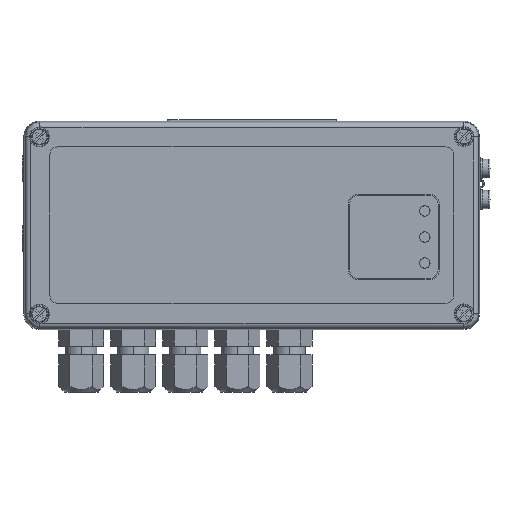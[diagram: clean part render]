
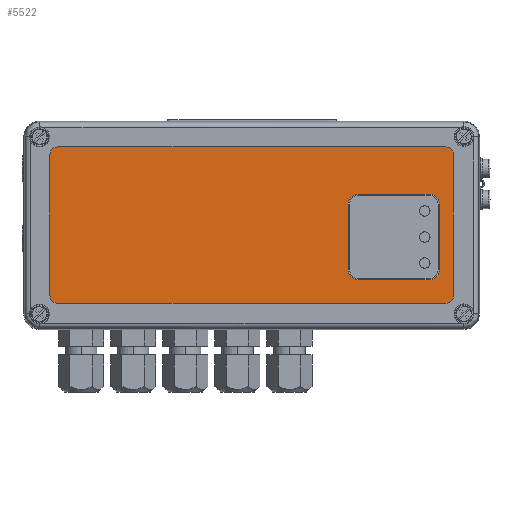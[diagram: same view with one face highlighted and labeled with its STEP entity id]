
A CAD part, top view. The second image highlights one B-rep face of the part: STEP entity #5522.
In plain terms, the highlighted planar face has unit normal (0, 0, 1).
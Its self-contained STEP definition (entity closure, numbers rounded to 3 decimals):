
#24 = ORIENTED_EDGE ( 'NONE', *, *, #15265, .F. ) ;
#56 = DIRECTION ( 'NONE',  ( -1., 0., 0. ) ) ;
#317 = LINE ( 'NONE', #11518, #13148 ) ;
#376 = VERTEX_POINT ( 'NONE', #13524 ) ;
#681 = EDGE_CURVE ( 'NONE', #15998, #8864, #6836, .T. ) ;
#807 = CARTESIAN_POINT ( 'NONE',  ( 41.1, 12., 57.5 ) ) ;
#1133 = FACE_OUTER_BOUND ( 'NONE', #7567, .T. ) ;
#1235 = ORIENTED_EDGE ( 'NONE', *, *, #14107, .F. ) ;
#1276 = CIRCLE ( 'NONE', #3368, 4. ) ;
#1308 = VERTEX_POINT ( 'NONE', #12461 ) ;
#1396 = AXIS2_PLACEMENT_3D ( 'NONE', #10660, #8402, #10557 ) ;
#1431 = PLANE ( 'NONE',  #13711 ) ;
#1433 = VERTEX_POINT ( 'NONE', #14549 ) ;
#1509 = CARTESIAN_POINT ( 'NONE',  ( -74.5, 27.1, 57.5 ) ) ;
#1538 = VERTEX_POINT ( 'NONE', #12848 ) ;
#1618 = VERTEX_POINT ( 'NONE', #3858 ) ;
#1729 = ORIENTED_EDGE ( 'NONE', *, *, #12864, .F. ) ;
#1730 = EDGE_CURVE ( 'NONE', #1433, #9119, #7735, .T. ) ;
#2062 = CARTESIAN_POINT ( 'NONE',  ( -77.5, -26.9, 57.5 ) ) ;
#2127 = VECTOR ( 'NONE', #10580, 1000. ) ;
#2314 = AXIS2_PLACEMENT_3D ( 'NONE', #10489, #3023, #11738 ) ;
#2748 = DIRECTION ( 'NONE',  ( 0., 1., 0. ) ) ;
#2787 = LINE ( 'NONE', #6170, #12345 ) ;
#2846 = ORIENTED_EDGE ( 'NONE', *, *, #9125, .T. ) ;
#2901 = ORIENTED_EDGE ( 'NONE', *, *, #7173, .T. ) ;
#3023 = DIRECTION ( 'NONE',  ( 0., 0., 1. ) ) ;
#3133 = CARTESIAN_POINT ( 'NONE',  ( 68.1, -17., 57.5 ) ) ;
#3205 = DIRECTION ( 'NONE',  ( 0., -1., 0. ) ) ;
#3254 = DIRECTION ( 'NONE',  ( 0., 1., 0. ) ) ;
#3368 = AXIS2_PLACEMENT_3D ( 'NONE', #5962, #14670, #7205 ) ;
#3422 = CARTESIAN_POINT ( 'NONE',  ( -74.5, 30.1, 57.5 ) ) ;
#3427 = EDGE_CURVE ( 'NONE', #9303, #1538, #5545, .T. ) ;
#3812 = VECTOR ( 'NONE', #12373, 1000. ) ;
#3858 = CARTESIAN_POINT ( 'NONE',  ( 68.1, -21., 57.5 ) ) ;
#3874 = CARTESIAN_POINT ( 'NONE',  ( 37.1, 8., 57.5 ) ) ;
#4276 = CARTESIAN_POINT ( 'NONE',  ( 74.5, 27.1, 57.5 ) ) ;
#4379 = DIRECTION ( 'NONE',  ( 0., 1., 0. ) ) ;
#4449 = CARTESIAN_POINT ( 'NONE',  ( -74.5, -26.9, 57.5 ) ) ;
#5031 = EDGE_CURVE ( 'NONE', #1538, #12669, #11858, .T. ) ;
#5090 = LINE ( 'NONE', #10715, #11695 ) ;
#5254 = VECTOR ( 'NONE', #56, 1000. ) ;
#5264 = CARTESIAN_POINT ( 'NONE',  ( 72.1, -17., 57.5 ) ) ;
#5487 = VERTEX_POINT ( 'NONE', #15911 ) ;
#5522 = ADVANCED_FACE ( 'NONE', ( #1133, #13964 ), #1431, .F. ) ;
#5545 = CIRCLE ( 'NONE', #11167, 3. ) ;
#5659 = CARTESIAN_POINT ( 'NONE',  ( 77.5, 27.1, 57.5 ) ) ;
#5962 = CARTESIAN_POINT ( 'NONE',  ( 41.1, -17., 57.5 ) ) ;
#6013 = CARTESIAN_POINT ( 'NONE',  ( 74.5, 27.1, 57.5 ) ) ;
#6166 = ORIENTED_EDGE ( 'NONE', *, *, #13162, .F. ) ;
#6170 = CARTESIAN_POINT ( 'NONE',  ( -74.5, -29.9, 57.5 ) ) ;
#6474 = DIRECTION ( 'NONE',  ( 1., 0., 0. ) ) ;
#6836 = CIRCLE ( 'NONE', #1396, 4. ) ;
#6859 = ORIENTED_EDGE ( 'NONE', *, *, #7373, .F. ) ;
#6952 = DIRECTION ( 'NONE',  ( 0., 0., 1. ) ) ;
#7096 = AXIS2_PLACEMENT_3D ( 'NONE', #14398, #6952, #8183 ) ;
#7173 = EDGE_CURVE ( 'NONE', #376, #14850, #2787, .T. ) ;
#7205 = DIRECTION ( 'NONE',  ( 0., 1., 0. ) ) ;
#7241 = ORIENTED_EDGE ( 'NONE', *, *, #3427, .T. ) ;
#7333 = AXIS2_PLACEMENT_3D ( 'NONE', #3133, #11829, #4379 ) ;
#7373 = EDGE_CURVE ( 'NONE', #5487, #7766, #8007, .T. ) ;
#7567 = EDGE_LOOP ( 'NONE', ( #7241, #13897, #14131, #11488, #2846, #2901, #14327, #7800 ) ) ;
#7700 = CARTESIAN_POINT ( 'NONE',  ( 41.1, -21., 57.5 ) ) ;
#7735 = LINE ( 'NONE', #12908, #3812 ) ;
#7766 = VERTEX_POINT ( 'NONE', #8398 ) ;
#7799 = DIRECTION ( 'NONE',  ( -1., 0., 0. ) ) ;
#7800 = ORIENTED_EDGE ( 'NONE', *, *, #14768, .T. ) ;
#7854 = EDGE_CURVE ( 'NONE', #13646, #5487, #9571, .T. ) ;
#8007 = LINE ( 'NONE', #3874, #14248 ) ;
#8103 = CIRCLE ( 'NONE', #2314, 3. ) ;
#8183 = DIRECTION ( 'NONE',  ( 0., 1., 0. ) ) ;
#8398 = CARTESIAN_POINT ( 'NONE',  ( 37.1, -17., 57.5 ) ) ;
#8402 = DIRECTION ( 'NONE',  ( 0., 0., 1. ) ) ;
#8673 = CARTESIAN_POINT ( 'NONE',  ( 41.1, -21., 57.5 ) ) ;
#8742 = LINE ( 'NONE', #9322, #2127 ) ;
#8745 = CARTESIAN_POINT ( 'NONE',  ( -74.5, 30.1, 57.5 ) ) ;
#8864 = VERTEX_POINT ( 'NONE', #13382 ) ;
#8999 = VERTEX_POINT ( 'NONE', #8673 ) ;
#9119 = VERTEX_POINT ( 'NONE', #2062 ) ;
#9125 = EDGE_CURVE ( 'NONE', #9119, #376, #15542, .T. ) ;
#9303 = VERTEX_POINT ( 'NONE', #5659 ) ;
#9322 = CARTESIAN_POINT ( 'NONE',  ( 72.1, 8., 57.5 ) ) ;
#9490 = DIRECTION ( 'NONE',  ( 1., 0., 0. ) ) ;
#9571 = CIRCLE ( 'NONE', #7096, 4. ) ;
#9589 = CIRCLE ( 'NONE', #10905, 3. ) ;
#9670 = ORIENTED_EDGE ( 'NONE', *, *, #12895, .F. ) ;
#10049 = ORIENTED_EDGE ( 'NONE', *, *, #7854, .F. ) ;
#10225 = DIRECTION ( 'NONE',  ( 0., 0., 1. ) ) ;
#10489 = CARTESIAN_POINT ( 'NONE',  ( 74.5, -26.9, 57.5 ) ) ;
#10557 = DIRECTION ( 'NONE',  ( 0., 1., 0. ) ) ;
#10580 = DIRECTION ( 'NONE',  ( 0., 1., 0. ) ) ;
#10659 = DIRECTION ( 'NONE',  ( 0., 0., 1. ) ) ;
#10660 = CARTESIAN_POINT ( 'NONE',  ( 68.1, 8., 57.5 ) ) ;
#10715 = CARTESIAN_POINT ( 'NONE',  ( 77.5, -26.9, 57.5 ) ) ;
#10905 = AXIS2_PLACEMENT_3D ( 'NONE', #1509, #10225, #2748 ) ;
#11167 = AXIS2_PLACEMENT_3D ( 'NONE', #4276, #13218, #14414 ) ;
#11488 = ORIENTED_EDGE ( 'NONE', *, *, #1730, .T. ) ;
#11518 = CARTESIAN_POINT ( 'NONE',  ( 41.1, 12., 57.5 ) ) ;
#11695 = VECTOR ( 'NONE', #3254, 1000. ) ;
#11738 = DIRECTION ( 'NONE',  ( 0., 1., 0. ) ) ;
#11825 = VERTEX_POINT ( 'NONE', #5264 ) ;
#11829 = DIRECTION ( 'NONE',  ( 0., 0., 1. ) ) ;
#11858 = LINE ( 'NONE', #8745, #5254 ) ;
#12097 = EDGE_LOOP ( 'NONE', ( #12680, #24, #1235, #1729, #6166, #6859, #10049, #9670 ) ) ;
#12345 = VECTOR ( 'NONE', #9490, 1000. ) ;
#12373 = DIRECTION ( 'NONE',  ( 0., -1., 0. ) ) ;
#12418 = EDGE_CURVE ( 'NONE', #14850, #1308, #8103, .T. ) ;
#12461 = CARTESIAN_POINT ( 'NONE',  ( 77.5, -26.9, 57.5 ) ) ;
#12669 = VERTEX_POINT ( 'NONE', #3422 ) ;
#12680 = ORIENTED_EDGE ( 'NONE', *, *, #681, .F. ) ;
#12848 = CARTESIAN_POINT ( 'NONE',  ( 74.5, 30.1, 57.5 ) ) ;
#12864 = EDGE_CURVE ( 'NONE', #8999, #1618, #15110, .T. ) ;
#12895 = EDGE_CURVE ( 'NONE', #8864, #13646, #317, .T. ) ;
#12908 = CARTESIAN_POINT ( 'NONE',  ( -77.5, -26.9, 57.5 ) ) ;
#13148 = VECTOR ( 'NONE', #7799, 1000. ) ;
#13162 = EDGE_CURVE ( 'NONE', #7766, #8999, #1276, .T. ) ;
#13218 = DIRECTION ( 'NONE',  ( 0., 0., 1. ) ) ;
#13382 = CARTESIAN_POINT ( 'NONE',  ( 68.1, 12., 57.5 ) ) ;
#13524 = CARTESIAN_POINT ( 'NONE',  ( -74.5, -29.9, 57.5 ) ) ;
#13598 = CARTESIAN_POINT ( 'NONE',  ( 72.1, 8., 57.5 ) ) ;
#13646 = VERTEX_POINT ( 'NONE', #807 ) ;
#13711 = AXIS2_PLACEMENT_3D ( 'NONE', #6013, #14713, #15937 ) ;
#13897 = ORIENTED_EDGE ( 'NONE', *, *, #5031, .T. ) ;
#13964 = FACE_BOUND ( 'NONE', #12097, .T. ) ;
#14107 = EDGE_CURVE ( 'NONE', #1618, #11825, #14644, .T. ) ;
#14131 = ORIENTED_EDGE ( 'NONE', *, *, #14341, .T. ) ;
#14248 = VECTOR ( 'NONE', #15036, 1000. ) ;
#14327 = ORIENTED_EDGE ( 'NONE', *, *, #12418, .T. ) ;
#14341 = EDGE_CURVE ( 'NONE', #12669, #1433, #9589, .T. ) ;
#14398 = CARTESIAN_POINT ( 'NONE',  ( 41.1, 8., 57.5 ) ) ;
#14414 = DIRECTION ( 'NONE',  ( 0., 1., 0. ) ) ;
#14549 = CARTESIAN_POINT ( 'NONE',  ( -77.5, 27.1, 57.5 ) ) ;
#14644 = CIRCLE ( 'NONE', #7333, 4. ) ;
#14670 = DIRECTION ( 'NONE',  ( 0., 0., 1. ) ) ;
#14713 = DIRECTION ( 'NONE',  ( 0., 0., -1. ) ) ;
#14733 = VECTOR ( 'NONE', #6474, 1000. ) ;
#14768 = EDGE_CURVE ( 'NONE', #1308, #9303, #5090, .T. ) ;
#14850 = VERTEX_POINT ( 'NONE', #15809 ) ;
#15036 = DIRECTION ( 'NONE',  ( 0., -1., 0. ) ) ;
#15110 = LINE ( 'NONE', #7700, #14733 ) ;
#15265 = EDGE_CURVE ( 'NONE', #11825, #15998, #8742, .T. ) ;
#15437 = AXIS2_PLACEMENT_3D ( 'NONE', #4449, #10659, #3205 ) ;
#15542 = CIRCLE ( 'NONE', #15437, 3. ) ;
#15809 = CARTESIAN_POINT ( 'NONE',  ( 74.5, -29.9, 57.5 ) ) ;
#15911 = CARTESIAN_POINT ( 'NONE',  ( 37.1, 8., 57.5 ) ) ;
#15937 = DIRECTION ( 'NONE',  ( 0., 1., 0. ) ) ;
#15998 = VERTEX_POINT ( 'NONE', #13598 ) ;
